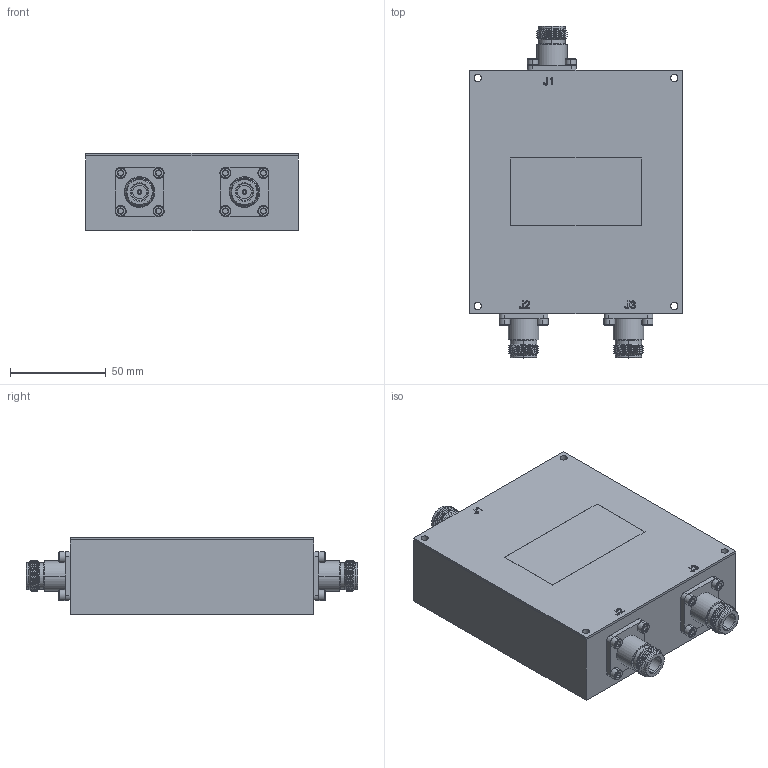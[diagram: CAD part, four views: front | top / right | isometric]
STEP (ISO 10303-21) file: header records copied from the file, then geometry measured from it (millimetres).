
FILE_DESCRIPTION (( 'STEP AP214' ), '1' );
FILE_NAME ('MPP0201K0500-2_3D.step', '2025-04-16T15:29:17', ( '' ), ( '' ), 'SwSTEP 2.0', 'SolidWorks 2022', '' );
FILE_SCHEMA (( 'AUTOMOTIVE_DESIGN' ));
Length unit declared in the file: inch
Products named in the file (1): MPP0201K0500-2_3D
Bounding box: 110.5 x 173 x 40.17 mm (x, y, z)
Volume: 576637.2 mm3; surface area: 55167.7 mm2
Topology: 1 solids, 1 shells, 588 faces, 1364 edges, 833 vertices
Faces by surface type: plane 213, cone 183, cylinder 140, bspline 52
Entity records: 24325 total; most frequent: CARTESIAN_POINT 11670, ORIENTED_EDGE 2728, DIRECTION 2449, EDGE_CURVE 1364, AXIS2_PLACEMENT_3D 928, VERTEX_POINT 833, EDGE_LOOP 651, VECTOR 593
